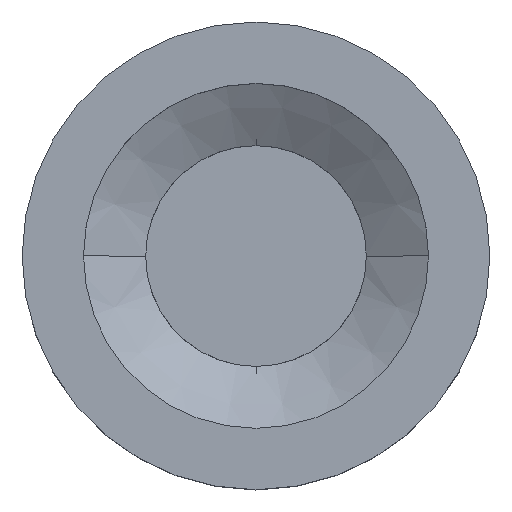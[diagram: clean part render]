
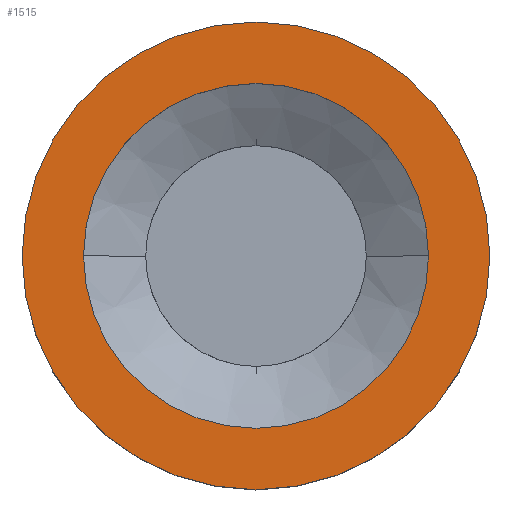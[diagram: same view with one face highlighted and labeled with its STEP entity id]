
A CAD part, top view. The second image highlights one B-rep face of the part: STEP entity #1515.
In plain terms, the highlighted planar face has unit normal (0, 0, 1).
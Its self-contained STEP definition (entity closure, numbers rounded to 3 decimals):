
#66 = EDGE_LOOP ( 'NONE', ( #2931, #1944 ) ) ;
#267 = FACE_BOUND ( 'NONE', #2012, .T. ) ;
#357 = AXIS2_PLACEMENT_3D ( 'NONE', #1762, #1697, #1502 ) ;
#362 = VERTEX_POINT ( 'NONE', #2794 ) ;
#451 = AXIS2_PLACEMENT_3D ( 'NONE', #2538, #2535, #2533 ) ;
#510 = EDGE_CURVE ( 'NONE', #1972, #1429, #1979, .T. ) ;
#713 = CARTESIAN_POINT ( 'NONE',  ( 21.705, 0., 32.35 ) ) ;
#720 = CARTESIAN_POINT ( 'NONE',  ( -29.313, 0., 32.35 ) ) ;
#1131 = CIRCLE ( 'NONE', #451, 29.363 ) ;
#1173 = CARTESIAN_POINT ( 'NONE',  ( 0.05, 0., 32.35 ) ) ;
#1180 = DIRECTION ( 'NONE',  ( 0., 0., 1. ) ) ;
#1182 = DIRECTION ( 'NONE',  ( -1., 0., 0. ) ) ;
#1311 = EDGE_CURVE ( 'NONE', #362, #1954, #1614, .T. ) ;
#1375 = AXIS2_PLACEMENT_3D ( 'NONE', #2627, #2621, #2682 ) ;
#1429 = VERTEX_POINT ( 'NONE', #2497 ) ;
#1502 = DIRECTION ( 'NONE',  ( -1., 0., 0. ) ) ;
#1515 = ADVANCED_FACE ( 'NONE', ( #267, #1723 ), #2934, .F. ) ;
#1517 = AXIS2_PLACEMENT_3D ( 'NONE', #2593, #2995, #2737 ) ;
#1614 = CIRCLE ( 'NONE', #1517, 29.363 ) ;
#1684 = ORIENTED_EDGE ( 'NONE', *, *, #510, .F. ) ;
#1697 = DIRECTION ( 'NONE',  ( 0., 0., 1. ) ) ;
#1723 = FACE_OUTER_BOUND ( 'NONE', #66, .T. ) ;
#1762 = CARTESIAN_POINT ( 'NONE',  ( 0.05, 0., 32.35 ) ) ;
#1933 = CIRCLE ( 'NONE', #357, 21.655 ) ;
#1944 = ORIENTED_EDGE ( 'NONE', *, *, #2922, .F. ) ;
#1954 = VERTEX_POINT ( 'NONE', #720 ) ;
#1972 = VERTEX_POINT ( 'NONE', #713 ) ;
#1979 = CIRCLE ( 'NONE', #2072, 21.655 ) ;
#2012 = EDGE_LOOP ( 'NONE', ( #2952, #1684 ) ) ;
#2072 = AXIS2_PLACEMENT_3D ( 'NONE', #1173, #1180, #1182 ) ;
#2497 = CARTESIAN_POINT ( 'NONE',  ( -21.605, 0., 32.35 ) ) ;
#2533 = DIRECTION ( 'NONE',  ( 1., 0., 0. ) ) ;
#2535 = DIRECTION ( 'NONE',  ( 0., 0., -1. ) ) ;
#2538 = CARTESIAN_POINT ( 'NONE',  ( 0.05, 0., 32.35 ) ) ;
#2593 = CARTESIAN_POINT ( 'NONE',  ( 0.05, 0., 32.35 ) ) ;
#2621 = DIRECTION ( 'NONE',  ( 0., 0., -1. ) ) ;
#2627 = CARTESIAN_POINT ( 'NONE',  ( 0.05, 0., 32.35 ) ) ;
#2682 = DIRECTION ( 'NONE',  ( -1., 0., 0. ) ) ;
#2737 = DIRECTION ( 'NONE',  ( 1., 0., 0. ) ) ;
#2794 = CARTESIAN_POINT ( 'NONE',  ( 29.413, 0., 32.35 ) ) ;
#2922 = EDGE_CURVE ( 'NONE', #1954, #362, #1131, .T. ) ;
#2931 = ORIENTED_EDGE ( 'NONE', *, *, #1311, .F. ) ;
#2934 = PLANE ( 'NONE',  #1375 ) ;
#2952 = ORIENTED_EDGE ( 'NONE', *, *, #3057, .F. ) ;
#2995 = DIRECTION ( 'NONE',  ( 0., 0., -1. ) ) ;
#3057 = EDGE_CURVE ( 'NONE', #1429, #1972, #1933, .T. ) ;
